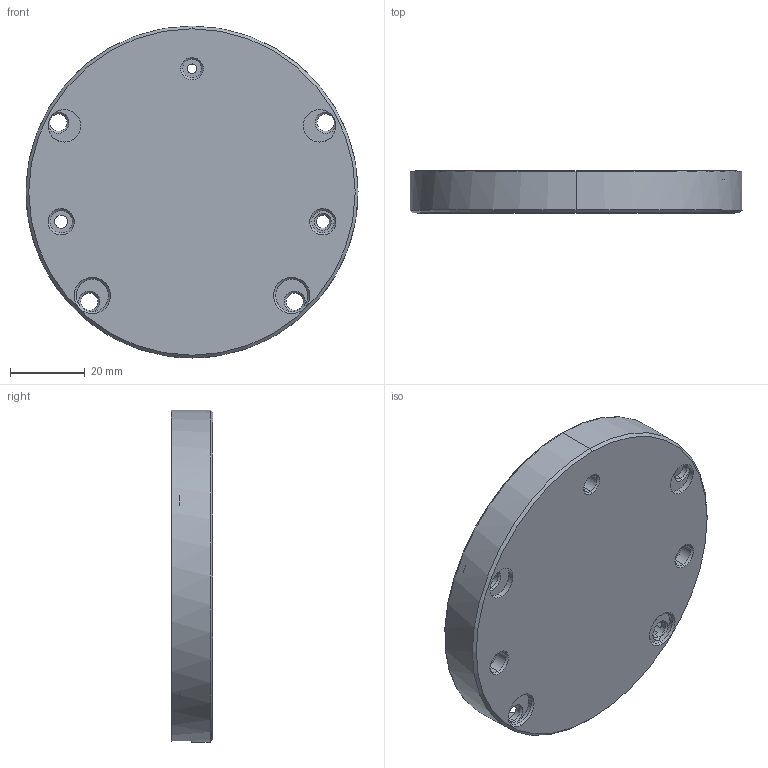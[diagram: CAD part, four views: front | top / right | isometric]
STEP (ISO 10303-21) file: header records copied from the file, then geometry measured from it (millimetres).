
FILE_DESCRIPTION (( 'STEP AP214' ), '1' );
FILE_NAME ('forfeit button base.STEP', '2021-12-04T12:11:52', ( '' ), ( '' ), 'SwSTEP 2.0', 'SolidWorks 2021', '' );
FILE_SCHEMA (( 'AUTOMOTIVE_DESIGN' ));
Length unit declared in the file: millimetre
Products named in the file (1): forfeit button base
Bounding box: 88.8 x 11.2 x 88.8 mm (x, y, z)
Volume: 26474.7 mm3; surface area: 18714.9 mm2
Topology: 1 solids, 1 shells, 209 faces, 504 edges, 301 vertices
Faces by surface type: plane 90, cylinder 66, cone 41, torus 12
Entity records: 6160 total; most frequent: CARTESIAN_POINT 1145, DIRECTION 1110, ORIENTED_EDGE 1008, EDGE_CURVE 504, AXIS2_PLACEMENT_3D 426, VERTEX_POINT 301, LINE 258, VECTOR 258
